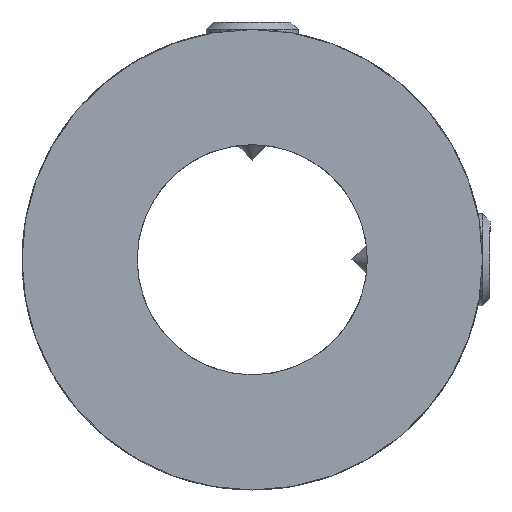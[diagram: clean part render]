
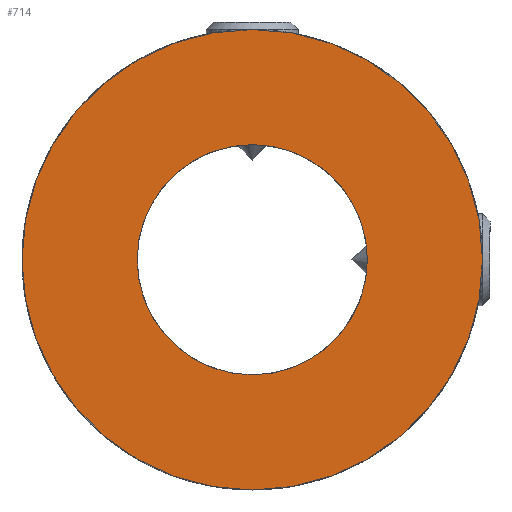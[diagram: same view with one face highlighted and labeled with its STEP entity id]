
A CAD part, front view. The second image highlights one B-rep face of the part: STEP entity #714.
In plain terms, the highlighted planar face has unit normal (0, -1, 0).
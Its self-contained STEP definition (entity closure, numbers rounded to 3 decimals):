
#102=FACE_BOUND('',#209,.T.);
#114=PLANE('',#780);
#163=FACE_OUTER_BOUND('',#208,.T.);
#208=EDGE_LOOP('',(#676));
#209=EDGE_LOOP('',(#677));
#312=CIRCLE('',#760,10.);
#314=CIRCLE('',#766,5.);
#345=VERTEX_POINT('',#1082);
#364=VERTEX_POINT('',#1457);
#423=EDGE_CURVE('',#345,#345,#312,.T.);
#446=EDGE_CURVE('',#364,#364,#314,.T.);
#676=ORIENTED_EDGE('',*,*,#423,.F.);
#677=ORIENTED_EDGE('',*,*,#446,.F.);
#714=ADVANCED_FACE('',(#163,#102),#114,.F.);
#760=AXIS2_PLACEMENT_3D('',#1084,#873,#874);
#766=AXIS2_PLACEMENT_3D('',#1459,#891,#892);
#780=AXIS2_PLACEMENT_3D('',#2522,#933,#934);
#873=DIRECTION('center_axis',(0.,1.,0.));
#874=DIRECTION('ref_axis',(1.,0.,0.));
#891=DIRECTION('center_axis',(0.,-1.,0.));
#892=DIRECTION('ref_axis',(1.,0.,0.));
#933=DIRECTION('center_axis',(0.,1.,0.));
#934=DIRECTION('ref_axis',(1.,0.,0.));
#1082=CARTESIAN_POINT('',(-10.,0.,0.));
#1084=CARTESIAN_POINT('Origin',(0.,0.,0.));
#1457=CARTESIAN_POINT('',(-5.,0.,0.));
#1459=CARTESIAN_POINT('Origin',(0.,0.,0.));
#2522=CARTESIAN_POINT('Origin',(0.,0.,0.));
